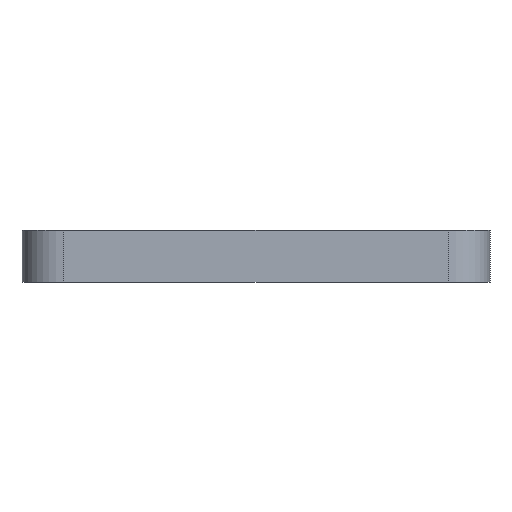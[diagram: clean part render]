
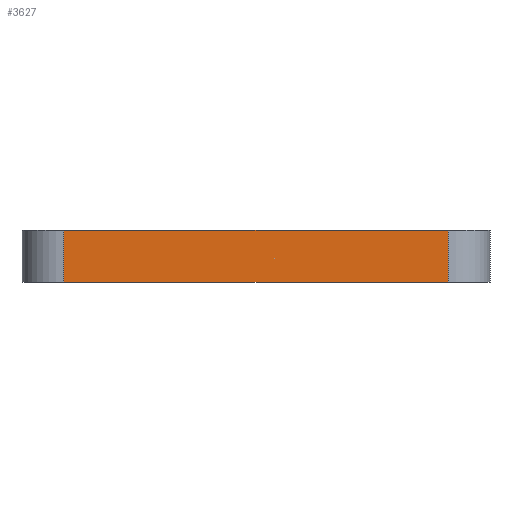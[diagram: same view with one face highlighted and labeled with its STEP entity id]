
A CAD part, front view. The second image highlights one B-rep face of the part: STEP entity #3627.
In plain terms, the highlighted planar face has unit normal (0, -1, 0).
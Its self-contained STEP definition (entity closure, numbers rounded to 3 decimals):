
#415=FACE_OUTER_BOUND('',#621,.T.);
#621=EDGE_LOOP('',(#3259,#3260,#3261,#3262));
#860=LINE('',#5577,#1250);
#1023=LINE('',#6021,#1413);
#1024=LINE('',#6024,#1414);
#1025=LINE('',#6025,#1415);
#1250=VECTOR('',#4503,10.);
#1413=VECTOR('',#4966,10.);
#1414=VECTOR('',#4969,10.);
#1415=VECTOR('',#4970,10.);
#1628=VERTEX_POINT('',#5574);
#1629=VERTEX_POINT('',#5576);
#1760=VERTEX_POINT('',#6019);
#1761=VERTEX_POINT('',#6023);
#2058=EDGE_CURVE('',#1628,#1629,#860,.T.);
#2277=EDGE_CURVE('',#1760,#1629,#1023,.T.);
#2278=EDGE_CURVE('',#1761,#1760,#1024,.T.);
#2279=EDGE_CURVE('',#1761,#1628,#1025,.T.);
#3259=ORIENTED_EDGE('',*,*,#2278,.T.);
#3260=ORIENTED_EDGE('',*,*,#2277,.T.);
#3261=ORIENTED_EDGE('',*,*,#2058,.F.);
#3262=ORIENTED_EDGE('',*,*,#2279,.F.);
#3443=PLANE('',#3954);
#3627=ADVANCED_FACE('',(#415),#3443,.T.);
#3954=AXIS2_PLACEMENT_3D('',#6022,#4967,#4968);
#4503=DIRECTION('',(1.,0.,0.));
#4966=DIRECTION('',(0.,0.,1.));
#4967=DIRECTION('center_axis',(0.,-1.,0.));
#4968=DIRECTION('ref_axis',(1.,0.,0.));
#4969=DIRECTION('',(1.,0.,0.));
#4970=DIRECTION('',(0.,0.,1.));
#5574=CARTESIAN_POINT('',(-5.029,0.,10.));
#5576=CARTESIAN_POINT('',(68.971,0.,10.));
#5577=CARTESIAN_POINT('',(-5.029,0.,10.));
#6019=CARTESIAN_POINT('',(68.971,0.,0.));
#6021=CARTESIAN_POINT('',(68.971,0.,0.));
#6022=CARTESIAN_POINT('Origin',(-5.029,0.,
0.));
#6023=CARTESIAN_POINT('',(-5.029,0.,0.));
#6024=CARTESIAN_POINT('',(-5.029,0.,0.));
#6025=CARTESIAN_POINT('',(-5.029,0.,0.));
